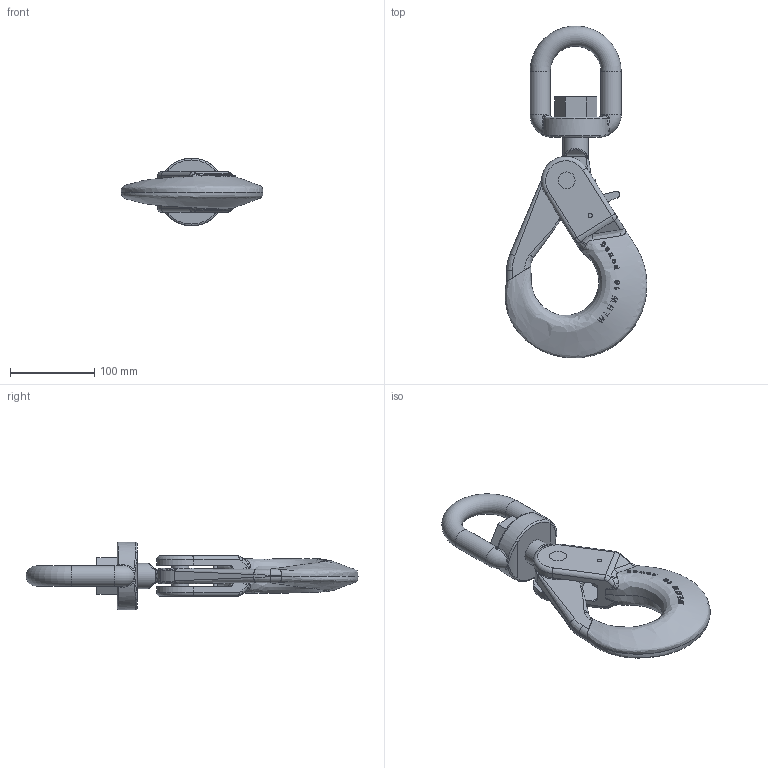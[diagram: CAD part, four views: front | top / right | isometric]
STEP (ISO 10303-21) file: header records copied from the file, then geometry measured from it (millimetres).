
FILE_DESCRIPTION(/* description */ (''),/* implementation_level */ '2;1');
FILE_NAME(/* name */ 'pewag_WLHW_WLHW 16',/* time_stamp */ '2010-01-22T07:51:07+01:00',/* author */ (''),/* organization */ (''),/* preprocessor_version */ 'ST-DEVELOPER v9',/* originating_system */ 'UGS - NX 4.0',/* authorisation */ '');
FILE_SCHEMA (('AUTOMOTIVE_DESIGN { 1 0 10303 214 1 1 1 1 }'));
Length unit declared in the file: millimetre
Products named in the file (1): rit28EDmwn0
Bounding box: 167.96 x 393.38 x 80 mm (x, y, z)
Volume: 890847.7 mm3; surface area: 146589.5 mm2
Topology: 8 solids, 8 shells, 415 faces, 1069 edges, 669 vertices
Faces by surface type: plane 127, bspline 106, extrusion 97, cylinder 54, torus 31
Full cylindrical faces by diameter (mm): 4.5 x1, 5 x3, 20 x4, 24 x2, 30 x4, 50 x2
Entity records: 26802 total; most frequent: CARTESIAN_POINT 18229, ORIENTED_EDGE 2044, DIRECTION 1194, EDGE_CURVE 1022, VERTEX_POINT 659, B_SPLINE_CURVE_WITH_KNOTS 618, EDGE_LOOP 471, ADVANCED_FACE 415
